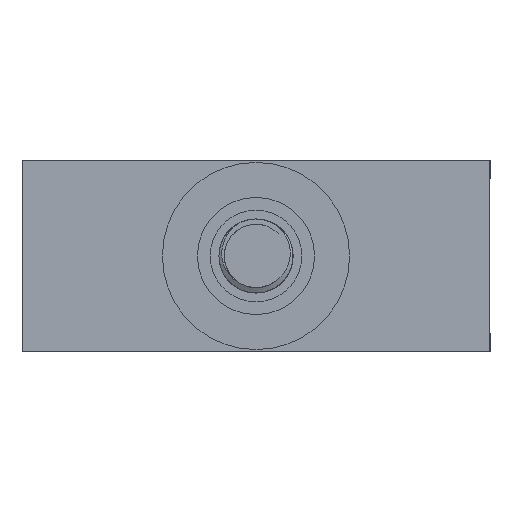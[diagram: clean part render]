
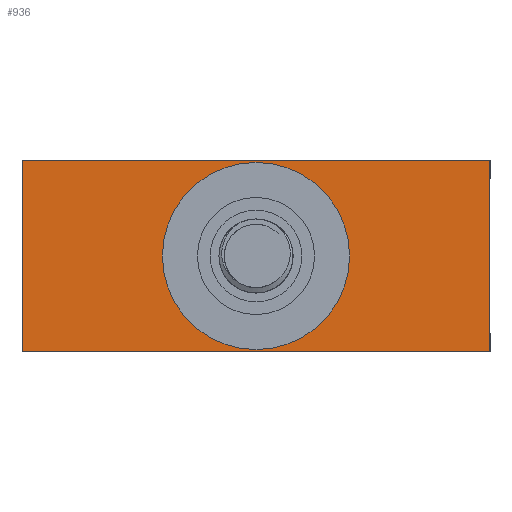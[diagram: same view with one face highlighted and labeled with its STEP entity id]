
A CAD part, front view. The second image highlights one B-rep face of the part: STEP entity #936.
In plain terms, the highlighted planar face has unit normal (0, -1, 0).
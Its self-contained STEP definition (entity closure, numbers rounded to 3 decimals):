
#125=PLANE('',#1050);
#153=FACE_OUTER_BOUND('',#214,.T.);
#214=EDGE_LOOP('',(#720,#721,#722,#723));
#285=LINE('',#1416,#353);
#288=LINE('',#1422,#356);
#291=LINE('',#1428,#359);
#294=LINE('',#1432,#362);
#353=VECTOR('',#1188,10.);
#356=VECTOR('',#1193,10.);
#359=VECTOR('',#1198,10.);
#362=VECTOR('',#1203,10.);
#430=VERTEX_POINT('',#1413);
#431=VERTEX_POINT('',#1415);
#433=VERTEX_POINT('',#1421);
#435=VERTEX_POINT('',#1427);
#531=EDGE_CURVE('',#431,#430,#285,.T.);
#534=EDGE_CURVE('',#433,#431,#288,.T.);
#537=EDGE_CURVE('',#435,#433,#291,.T.);
#540=EDGE_CURVE('',#430,#435,#294,.T.);
#720=ORIENTED_EDGE('',*,*,#540,.T.);
#721=ORIENTED_EDGE('',*,*,#537,.T.);
#722=ORIENTED_EDGE('',*,*,#534,.T.);
#723=ORIENTED_EDGE('',*,*,#531,.T.);
#936=ADVANCED_FACE('',(#153),#125,.T.);
#1050=AXIS2_PLACEMENT_3D('',#1434,#1206,#1207);
#1188=DIRECTION('',(0.,0.,-1.));
#1193=DIRECTION('',(-1.,0.,0.));
#1198=DIRECTION('',(0.,0.,1.));
#1203=DIRECTION('',(1.,0.,0.));
#1206=DIRECTION('center_axis',(0.,-1.,0.));
#1207=DIRECTION('ref_axis',(0.,0.,-1.));
#1413=CARTESIAN_POINT('',(0.,-1.,0.));
#1415=CARTESIAN_POINT('',(0.,-1.,41.));
#1416=CARTESIAN_POINT('',(0.,-1.,41.));
#1421=CARTESIAN_POINT('',(100.,-1.,41.));
#1422=CARTESIAN_POINT('',(100.,-1.,41.));
#1427=CARTESIAN_POINT('',(100.,-1.,0.));
#1428=CARTESIAN_POINT('',(100.,-1.,0.));
#1432=CARTESIAN_POINT('',(0.,-1.,0.));
#1434=CARTESIAN_POINT('Origin',(50.,-1.,20.5));
